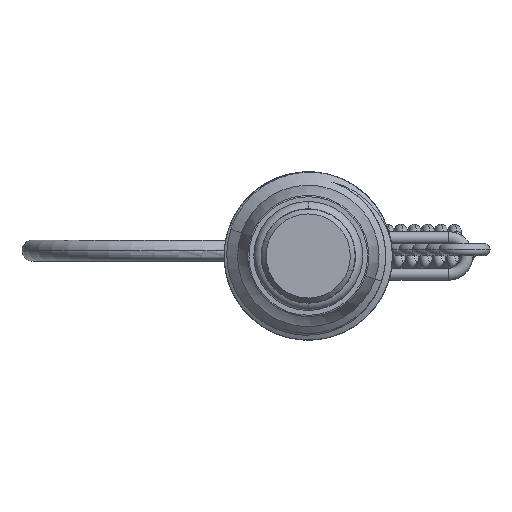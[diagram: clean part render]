
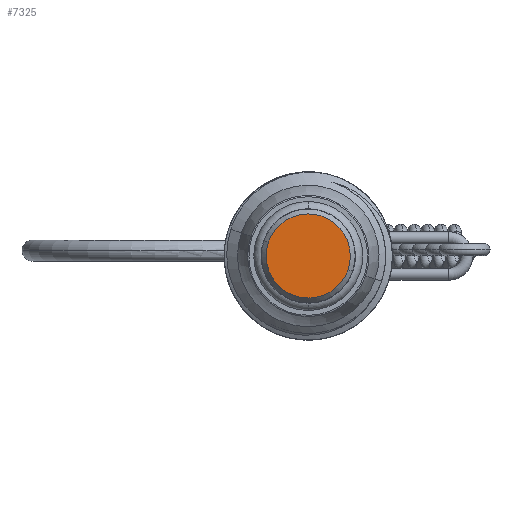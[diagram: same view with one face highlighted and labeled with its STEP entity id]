
A CAD part, left-side view. The second image highlights one B-rep face of the part: STEP entity #7325.
In plain terms, the highlighted planar face has unit normal (-1, 0, 0).
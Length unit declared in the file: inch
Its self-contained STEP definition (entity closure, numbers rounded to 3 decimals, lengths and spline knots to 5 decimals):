
#1010 = AXIS2_PLACEMENT_3D ( 'NONE', #9035, #1958, #3773 ) ;
#1235 = CARTESIAN_POINT ( 'NONE',  ( -1.0025, 0.21925, 0. ) ) ;
#1672 = EDGE_LOOP ( 'NONE', ( #8565, #4428 ) ) ;
#1958 = DIRECTION ( 'NONE',  ( 1., 0., 0. ) ) ;
#2133 = CIRCLE ( 'NONE', #7864, 0.21925 ) ;
#2520 = CARTESIAN_POINT ( 'NONE',  ( -1.0025, 0., 0. ) ) ;
#3773 = DIRECTION ( 'NONE',  ( 0., 1., 0. ) ) ;
#4284 = DIRECTION ( 'NONE',  ( 0., -1., 0. ) ) ;
#4428 = ORIENTED_EDGE ( 'NONE', *, *, #9449, .T. ) ;
#4557 = PLANE ( 'NONE',  #1010 ) ;
#4623 = EDGE_CURVE ( 'NONE', #4758, #6808, #2133, .T. ) ;
#4758 = VERTEX_POINT ( 'NONE', #9790 ) ;
#5015 = DIRECTION ( 'NONE',  ( 0., -1., 0. ) ) ;
#5522 = FACE_OUTER_BOUND ( 'NONE', #1672, .T. ) ;
#6808 = VERTEX_POINT ( 'NONE', #1235 ) ;
#7325 = ADVANCED_FACE ( 'NONE', ( #5522 ), #4557, .F. ) ;
#7757 = CARTESIAN_POINT ( 'NONE',  ( -1.0025, 0., 0. ) ) ;
#7864 = AXIS2_PLACEMENT_3D ( 'NONE', #7757, #8703, #5015 ) ;
#8565 = ORIENTED_EDGE ( 'NONE', *, *, #4623, .T. ) ;
#8703 = DIRECTION ( 'NONE',  ( -1., 0., 0. ) ) ;
#9035 = CARTESIAN_POINT ( 'NONE',  ( -1.0025, 0., 0. ) ) ;
#9449 = EDGE_CURVE ( 'NONE', #6808, #4758, #10161, .T. ) ;
#9790 = CARTESIAN_POINT ( 'NONE',  ( -1.0025, -0.21925, 0. ) ) ;
#10161 = CIRCLE ( 'NONE', #10953, 0.21925 ) ;
#10953 = AXIS2_PLACEMENT_3D ( 'NONE', #2520, #11366, #4284 ) ;
#11366 = DIRECTION ( 'NONE',  ( -1., 0., 0. ) ) ;
